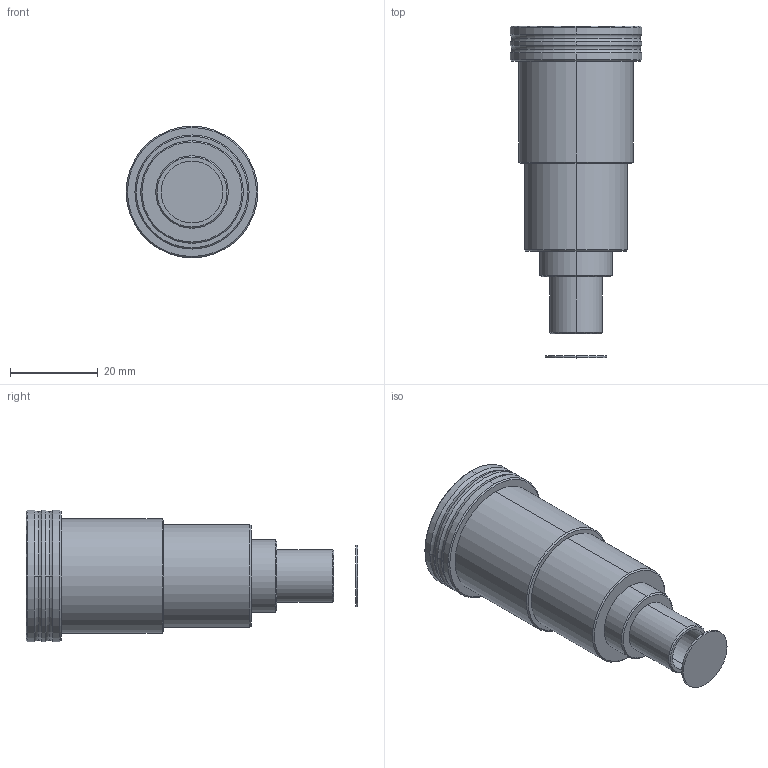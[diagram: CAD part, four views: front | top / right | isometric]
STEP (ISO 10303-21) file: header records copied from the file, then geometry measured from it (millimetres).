
FILE_DESCRIPTION (( 'STEP AP214' ), '1' );
FILE_NAME ('L147-75-M12.STEP', '', ( '' ), ( '' ), '', '', '' );
FILE_SCHEMA (( 'AUTOMOTIVE_DESIGN' ));
Length unit declared in the file: millimetre
Products named in the file (1): L147-75-M12
Bounding box: 30 x 75.6 x 30 mm (x, y, z)
Volume: 28343.5 mm3; surface area: 6963.5 mm2
Topology: 2 solids, 2 shells, 50 faces, 107 edges, 66 vertices
Faces by surface type: cylinder 18, cone 14, plane 9, torus 8, sphere 1
Entity records: 1427 total; most frequent: DIRECTION 278, CARTESIAN_POINT 219, ORIENTED_EDGE 208, AXIS2_PLACEMENT_3D 123, EDGE_CURVE 104, CIRCLE 72, VERTEX_POINT 64, EDGE_LOOP 56
